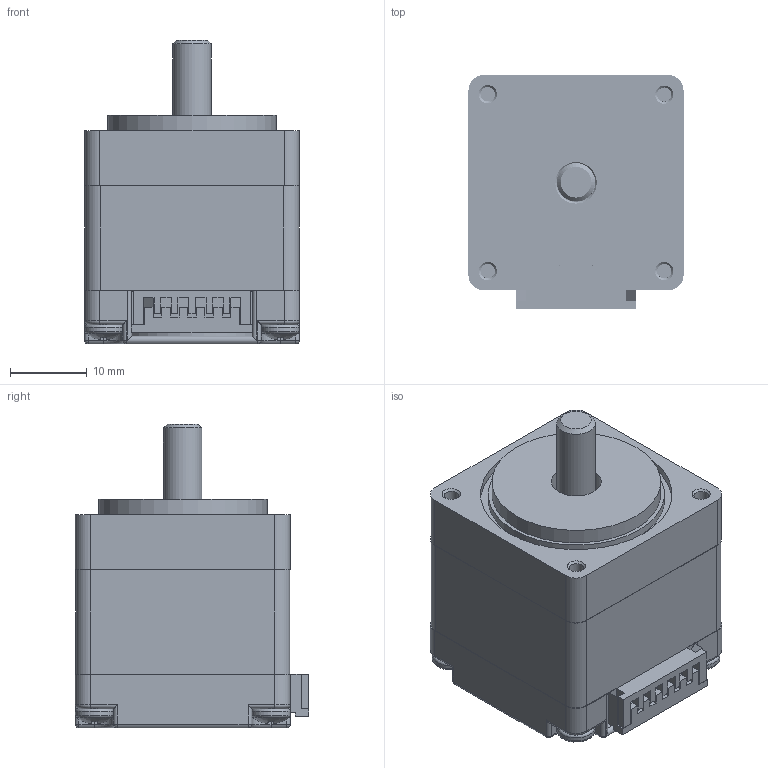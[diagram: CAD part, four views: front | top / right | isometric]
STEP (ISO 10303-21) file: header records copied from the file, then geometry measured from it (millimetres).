
FILE_DESCRIPTION(/* description */ (''),/* implementation_level */ '2;1');
FILE_NAME(/* name */ 'NEMA 11 Stepper Motor.step',/* time_stamp */ '2017-06-30T21:19:48-06:00',/* author */ (''),/* organization */ (''),/* preprocessor_version */ 'ST-DEVELOPER v16.13',/* originating_system */ 'Autodesk Translation Framework v6.1.1.50',/* authorisation */ '');
FILE_SCHEMA (('AUTOMOTIVE_DESIGN { 1 0 10303 214 3 1 1 }'));
Length unit declared in the file: millimetre
Products named in the file (11): NEMA 11 Stepper Motor v8; NEMA 11 Stepper; Bottom Cap; Centre Housing; Top Cap; 695-ZZ Bearing; Rotor; Rotor Washer; Short Spacer; Long Spacer; M2.5 x 20mm Bolt
Assembly tree (14 placements, depth 3):
  NEMA 11 Stepper Motor v8
    NEMA 11 Stepper
      Bottom Cap
      695-ZZ Bearing  x2
      Centre Housing
      Top Cap
      Rotor
      Rotor Washer
      Short Spacer
      Long Spacer
      M2.5 x 20mm Bolt  x4
Bounding box: 28.04 x 30.47 x 39.6 mm (x, y, z)
Volume: 16306 mm3; surface area: 22194.8 mm2
Topology: 145 solids, 145 shells, 1345 faces, 3229 edges, 2062 vertices
Faces by surface type: plane 965, cylinder 274, cone 38, sphere 36, torus 20, bspline 12
Full cylindrical faces by diameter (mm): 1.88 x4, 2.6 x4, 2.9 x4, 5 x11, 6.5 x1, 7 x3, 7.35 x1, 8.209 x8, 9.791 x8, 13 x4, 15.5 x1, 17 x2, 18 x2, 22 x1, 23 x1, 25 x1
Entity records: 42487 total; most frequent: CARTESIAN_POINT 13899, DIRECTION 5916, ORIENTED_EDGE 5794, EDGE_CURVE 2797, LINE 2114, VECTOR 2114, AXIS2_PLACEMENT_3D 1901, VERTEX_POINT 1830
